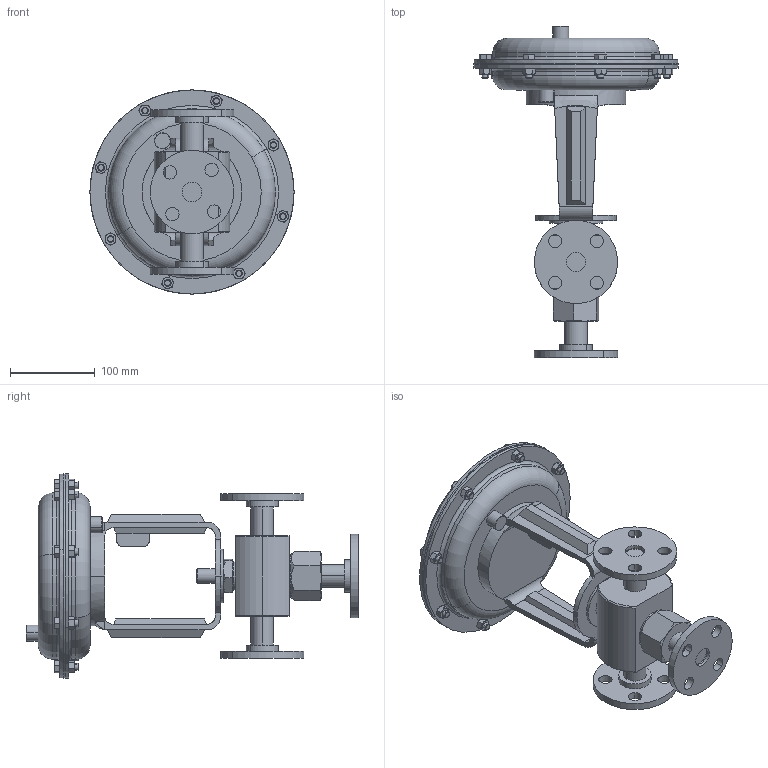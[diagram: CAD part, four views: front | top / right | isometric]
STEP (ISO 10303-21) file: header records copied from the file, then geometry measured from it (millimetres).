
FILE_DESCRIPTION (( 'STEP AP203' ), '1' );
FILE_NAME ('8000T-075-BR+CB+SB-R5-35M.step', '2017-09-20T11:28:37', ( '' ), ( '' ), 'SwSTEP 2.0', 'SolidWorks 2014', '' );
FILE_SCHEMA (( 'CONFIG_CONTROL_DESIGN' ));
Length unit declared in the file: inch
Products named in the file (1): 8000T-075-BR+CB+SB-R5-35M
Bounding box: 241.3 x 392.4 x 241.3 mm (x, y, z)
Volume: 3217119.9 mm3; surface area: 313699.4 mm2
Topology: 2 solids, 2 shells, 510 faces, 1172 edges, 719 vertices
Faces by surface type: plane 204, cone 194, cylinder 102, torus 8, bspline 2
Entity records: 16014 total; most frequent: CARTESIAN_POINT 4808, ORIENTED_EDGE 2344, DIRECTION 2229, EDGE_CURVE 1172, AXIS2_PLACEMENT_3D 920, VERTEX_POINT 719, EDGE_LOOP 589, ADVANCED_FACE 510
